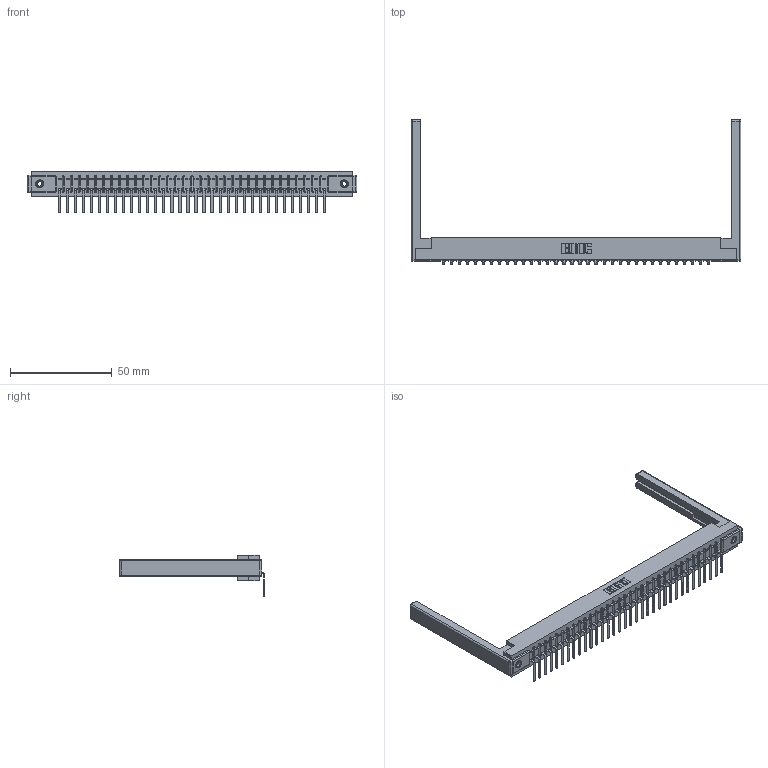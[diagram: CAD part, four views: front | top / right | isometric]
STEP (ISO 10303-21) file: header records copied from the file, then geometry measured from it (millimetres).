
FILE_DESCRIPTION (( 'STEP AP203' ), '1' );
FILE_NAME ('357-034-557-168.STEP', '2019-09-17T05:44:27', ( '' ), ( '' ), 'SwSTEP 2.0', 'SolidWorks 2016', '' );
FILE_SCHEMA (( 'CONFIG_CONTROL_DESIGN' ));
Length unit declared in the file: inch
Products named in the file (5): 307-220-068; 307 Part_.156 Dia Mounting Holes; 357-034-557-168; 307-290-002_557; 345-250-001_345-250-001-102
Assembly tree (39 placements, depth 2):
  357-034-557-168
    307 Part_.156 Dia Mounting Holes
    307-290-002_557  x34
    307-220-068  x2
    345-250-001_345-250-001-102  x2
Bounding box: 162.15 x 71.29 x 20.66 mm (x, y, z)
Volume: 21762.2 mm3; surface area: 26241 mm2
Topology: 39 solids, 39 shells, 2959 faces, 9009 edges, 5890 vertices
Faces by surface type: plane 1756, cylinder 1109, sphere 78, cone 12, torus 4
Entity records: 33747 total; most frequent: CARTESIAN_POINT 5657, ORIENTED_EDGE 5636, DIRECTION 5518, EDGE_CURVE 2818, LINE 2152, VECTOR 2152, VERTEX_POINT 1822, AXIS2_PLACEMENT_3D 1683
